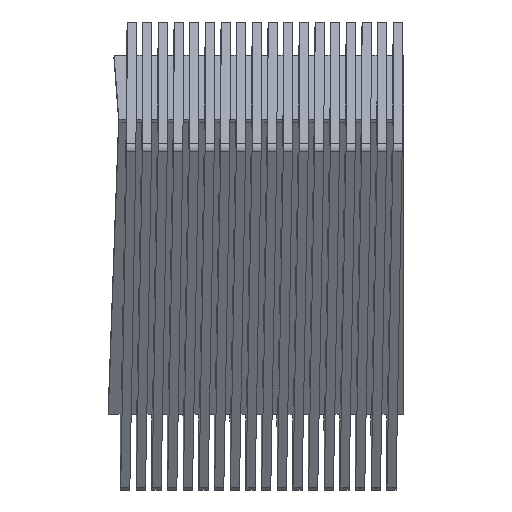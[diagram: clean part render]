
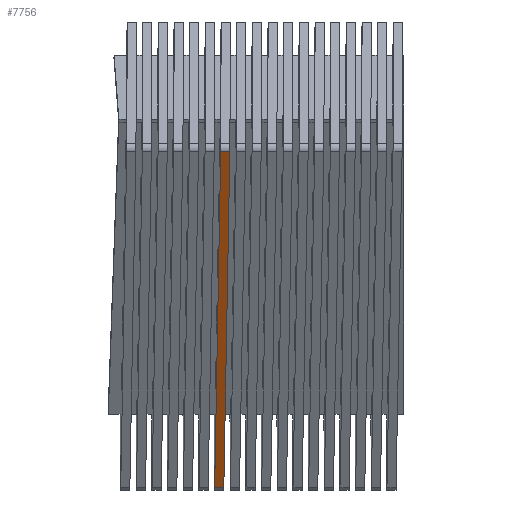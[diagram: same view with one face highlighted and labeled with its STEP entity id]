
A CAD part, left-side view. The second image highlights one B-rep face of the part: STEP entity #7756.
In plain terms, the highlighted planar face has unit normal (-0.851, 0, -0.526).
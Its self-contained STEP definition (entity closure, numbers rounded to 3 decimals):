
#7496 = VERTEX_POINT('',#7497);
#7497 = CARTESIAN_POINT('',(11770.697,165.167,
    2544.672));
#7507 = PLANE('',#7508);
#7508 = AXIS2_PLACEMENT_3D('',#7509,#7510,#7511);
#7509 = CARTESIAN_POINT('',(10073.372,153.566,
    2386.468));
#7510 = DIRECTION('',(0.008,-1.,
    -0.013));
#7511 = DIRECTION('',(0.,0.013,-1.));
#7519 = CYLINDRICAL_SURFACE('',#7520,23.);
#7520 = AXIS2_PLACEMENT_3D('',#7521,#7522,#7523);
#7521 = CARTESIAN_POINT('',(11790.262,-550.,2556.763)
  );
#7522 = DIRECTION('',(-0.,1.,0.));
#7523 = DIRECTION('',(0.438,0.,-0.899));
#7616 = VERTEX_POINT('',#7617);
#7617 = CARTESIAN_POINT('',(10976.059,142.026,
    3830.409));
#7632 = CYLINDRICAL_SURFACE('',#7633,23.);
#7633 = AXIS2_PLACEMENT_3D('',#7634,#7635,#7636);
#7634 = CARTESIAN_POINT('',(10995.624,-550.,3842.501)
  );
#7635 = DIRECTION('',(-0.,1.,0.));
#7636 = DIRECTION('',(-0.609,-0.,0.794));
#7650 = EDGE_CURVE('',#7496,#7616,#7651,.T.);
#7651 = SURFACE_CURVE('',#7652,(#7656,#7662),.PCURVE_S1.);
#7652 = LINE('',#7653,#7654);
#7653 = CARTESIAN_POINT('',(10513.401,128.553,
    4578.998));
#7654 = VECTOR('',#7655,1.);
#7655 = DIRECTION('',(-0.526,-0.015,0.851
    ));
#7656 = PCURVE('',#7507,#7657);
#7657 = DEFINITIONAL_REPRESENTATION('',(#7658),#7661);
#7658 = B_SPLINE_CURVE_WITH_KNOTS('',1,(#7659,#7660),.UNSPECIFIED.,.F.,
  .F.,(2,2),(-2542.947,-728.959),
  .PIECEWISE_BEZIER_KNOTS.);
#7659 = CARTESIAN_POINT('',(-29.446,1776.847));
#7660 = CARTESIAN_POINT('',(-1572.562,823.25));
#7661 = ( GEOMETRIC_REPRESENTATION_CONTEXT(2) 
PARAMETRIC_REPRESENTATION_CONTEXT() REPRESENTATION_CONTEXT('2D SPACE',''
  ) );
#7662 = PCURVE('',#7663,#7668);
#7663 = PLANE('',#7664);
#7664 = AXIS2_PLACEMENT_3D('',#7665,#7666,#7667);
#7665 = CARTESIAN_POINT('',(9655.324,0.,5967.381));
#7666 = DIRECTION('',(0.851,0.,0.526));
#7667 = DIRECTION('',(0.,-1.,0.));
#7668 = DEFINITIONAL_REPRESENTATION('',(#7669),#7672);
#7669 = B_SPLINE_CURVE_WITH_KNOTS('',1,(#7670,#7671),.UNSPECIFIED.,.F.,
  .F.,(2,2),(-2542.947,-728.959),
  .PIECEWISE_BEZIER_KNOTS.);
#7670 = CARTESIAN_POINT('',(-167.481,4174.796));
#7671 = CARTESIAN_POINT('',(-139.712,2361.021));
#7672 = ( GEOMETRIC_REPRESENTATION_CONTEXT(2) 
PARAMETRIC_REPRESENTATION_CONTEXT() REPRESENTATION_CONTEXT('2D SPACE',''
  ) );
#7701 = EDGE_CURVE('',#7496,#7702,#7704,.T.);
#7702 = VERTEX_POINT('',#7703);
#7703 = CARTESIAN_POINT('',(11770.697,200.171,
    2544.672));
#7704 = SURFACE_CURVE('',#7705,(#7709,#7716),.PCURVE_S1.);
#7705 = LINE('',#7706,#7707);
#7706 = CARTESIAN_POINT('',(11770.697,-550.,2544.672)
  );
#7707 = VECTOR('',#7708,1.);
#7708 = DIRECTION('',(-0.,1.,0.));
#7709 = PCURVE('',#7519,#7710);
#7710 = DEFINITIONAL_REPRESENTATION('',(#7711),#7715);
#7711 = LINE('',#7712,#7713);
#7712 = CARTESIAN_POINT('',(1.47,0.));
#7713 = VECTOR('',#7714,1.);
#7714 = DIRECTION('',(0.,1.));
#7715 = ( GEOMETRIC_REPRESENTATION_CONTEXT(2) 
PARAMETRIC_REPRESENTATION_CONTEXT() REPRESENTATION_CONTEXT('2D SPACE',''
  ) );
#7716 = PCURVE('',#7663,#7717);
#7717 = DEFINITIONAL_REPRESENTATION('',(#7718),#7722);
#7718 = LINE('',#7719,#7720);
#7719 = CARTESIAN_POINT('',(550.,4023.648));
#7720 = VECTOR('',#7721,1.);
#7721 = DIRECTION('',(-1.,0.));
#7722 = ( GEOMETRIC_REPRESENTATION_CONTEXT(2) 
PARAMETRIC_REPRESENTATION_CONTEXT() REPRESENTATION_CONTEXT('2D SPACE',''
  ) );
#7745 = PLANE('',#7746);
#7746 = AXIS2_PLACEMENT_3D('',#7747,#7748,#7749);
#7747 = CARTESIAN_POINT('',(10073.09,188.562,
    2386.924));
#7748 = DIRECTION('',(0.008,-1.,
    -0.013));
#7749 = DIRECTION('',(0.,0.013,-1.));
#7756 = ADVANCED_FACE('',(#7757),#7663,.F.);
#7757 = FACE_BOUND('',#7758,.F.);
#7758 = EDGE_LOOP('',(#7759,#7782,#7783,#7784));
#7759 = ORIENTED_EDGE('',*,*,#7760,.F.);
#7760 = EDGE_CURVE('',#7616,#7761,#7763,.T.);
#7761 = VERTEX_POINT('',#7762);
#7762 = CARTESIAN_POINT('',(10976.059,177.03,
    3830.409));
#7763 = SURFACE_CURVE('',#7764,(#7768,#7775),.PCURVE_S1.);
#7764 = LINE('',#7765,#7766);
#7765 = CARTESIAN_POINT('',(10976.059,-550.,3830.409)
  );
#7766 = VECTOR('',#7767,1.);
#7767 = DIRECTION('',(-0.,1.,0.));
#7768 = PCURVE('',#7663,#7769);
#7769 = DEFINITIONAL_REPRESENTATION('',(#7770),#7774);
#7770 = LINE('',#7771,#7772);
#7771 = CARTESIAN_POINT('',(550.,2512.169));
#7772 = VECTOR('',#7773,1.);
#7773 = DIRECTION('',(-1.,0.));
#7774 = ( GEOMETRIC_REPRESENTATION_CONTEXT(2) 
PARAMETRIC_REPRESENTATION_CONTEXT() REPRESENTATION_CONTEXT('2D SPACE',''
  ) );
#7775 = PCURVE('',#7632,#7776);
#7776 = DEFINITIONAL_REPRESENTATION('',(#7777),#7781);
#7777 = LINE('',#7778,#7779);
#7778 = CARTESIAN_POINT('',(-1.47,0.));
#7779 = VECTOR('',#7780,1.);
#7780 = DIRECTION('',(-0.,1.));
#7781 = ( GEOMETRIC_REPRESENTATION_CONTEXT(2) 
PARAMETRIC_REPRESENTATION_CONTEXT() REPRESENTATION_CONTEXT('2D SPACE',''
  ) );
#7782 = ORIENTED_EDGE('',*,*,#7650,.F.);
#7783 = ORIENTED_EDGE('',*,*,#7701,.T.);
#7784 = ORIENTED_EDGE('',*,*,#7785,.T.);
#7785 = EDGE_CURVE('',#7702,#7761,#7786,.T.);
#7786 = SURFACE_CURVE('',#7787,(#7791,#7797),.PCURVE_S1.);
#7787 = LINE('',#7788,#7789);
#7788 = CARTESIAN_POINT('',(10513.12,163.549,
    4579.454));
#7789 = VECTOR('',#7790,1.);
#7790 = DIRECTION('',(-0.526,-0.015,0.851
    ));
#7791 = PCURVE('',#7663,#7792);
#7792 = DEFINITIONAL_REPRESENTATION('',(#7793),#7796);
#7793 = B_SPLINE_CURVE_WITH_KNOTS('',1,(#7794,#7795),.UNSPECIFIED.,.F.,
  .F.,(2,2),(-2543.483,-729.495),
  .PIECEWISE_BEZIER_KNOTS.);
#7794 = CARTESIAN_POINT('',(-202.486,4174.796));
#7795 = CARTESIAN_POINT('',(-174.716,2361.021));
#7796 = ( GEOMETRIC_REPRESENTATION_CONTEXT(2) 
PARAMETRIC_REPRESENTATION_CONTEXT() REPRESENTATION_CONTEXT('2D SPACE',''
  ) );
#7797 = PCURVE('',#7745,#7798);
#7798 = DEFINITIONAL_REPRESENTATION('',(#7799),#7802);
#7799 = B_SPLINE_CURVE_WITH_KNOTS('',1,(#7800,#7801),.UNSPECIFIED.,.F.,
  .F.,(2,2),(-2543.483,-729.495),
  .PIECEWISE_BEZIER_KNOTS.);
#7800 = CARTESIAN_POINT('',(-28.99,1777.128));
#7801 = CARTESIAN_POINT('',(-1572.106,823.532));
#7802 = ( GEOMETRIC_REPRESENTATION_CONTEXT(2) 
PARAMETRIC_REPRESENTATION_CONTEXT() REPRESENTATION_CONTEXT('2D SPACE',''
  ) );
